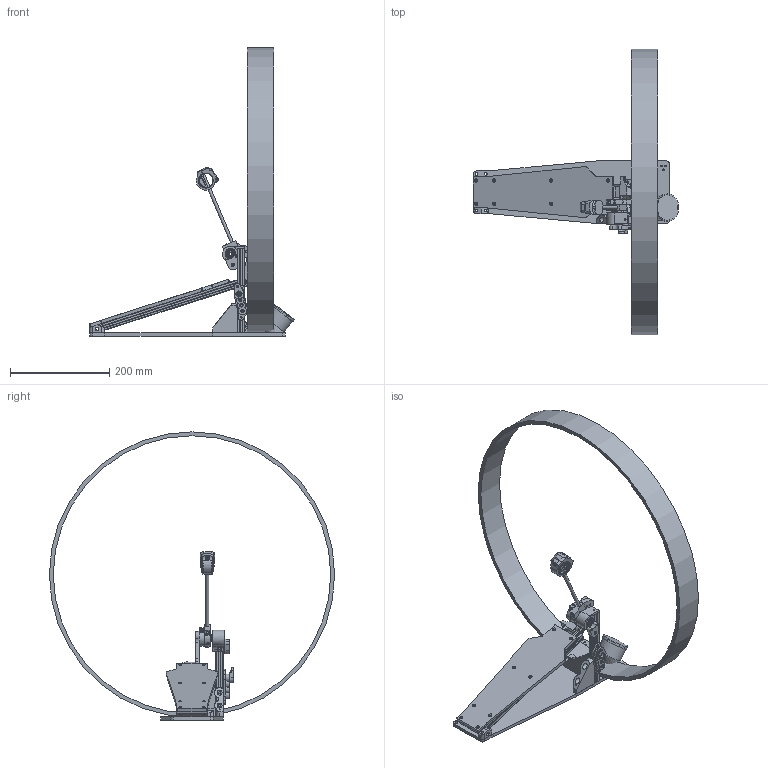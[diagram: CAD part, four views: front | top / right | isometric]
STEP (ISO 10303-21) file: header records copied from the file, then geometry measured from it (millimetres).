
FILE_DESCRIPTION(/* description */ ('STEP AP242','CAx-IF Rec.Pracs.---Representation and Presentation of Product Manufacturing Information (PMI)---4.0---2014-10-13','CAx-IF Rec.Pracs.---3D Tessellated Geometry---0.4---2014-09-14','2;1'),/* implementation_level */ '2;1');
FILE_NAME(/* name */ '6164def7c61dc811f8f0f7de',/* time_stamp */ '2021-10-12T01:03:53+00:00',/* author */ (''),/* organization */ (''),/* preprocessor_version */ 'ST-DEVELOPER v18.1',/* originating_system */ ' ',/* authorisation */ ' ');
FILE_SCHEMA (('AP242_MANAGED_MODEL_BASED_3D_ENGINEERING_MIM_LF { 1 0 10303 442 1 1 4 }'));
Length unit declared in the file: metre
Products named in the file (26): DP - Beater; DP - Beater Rotate; DP - Beater - Shaft; DP - SelfKick Trigger; DP - SelfKick Foam; DP - SelfKick Base; DP - Feet - Strengthener Length; DP - Spring Adjust; DP - Strengthener Width; DP - Bearing Mount; DP - Shaft Spring; DP - Shaft Arm; DP - Shaft - Beater Holder; DP - Shaft Spacer Short; DP - Shaft Spacer Long; DP - Shaft Spacer Medium; DP - Board; DP - Base; DP - Heel Shaft; DP - Link Base; DP - Heel Shaft Base; DP - Link; DP - Board Tube; DP - Frame Tube - Floor; !REF - Hoop
Bounding box: 413.53 x 574.4 x 580.4 mm (x, y, z)
Volume: 1483024.9 mm3; surface area: 524952.3 mm2
Topology: 26 solids, 26 shells, 1156 faces, 3270 edges, 2188 vertices
Faces by surface type: cylinder 697, plane 318, bspline 103, cone 36, torus 2
Full cylindrical faces by diameter (mm): 2.5 x10, 3.174 x6, 3.2 x1, 3.4 x21, 3.5 x3, 4.039 x2, 4.139 x7, 4.167 x8, 4.2 x3, 4.3 x1, 4.5 x2, 5 x1, 5.5 x13, 6 x4, 6.35 x2, 6.5 x2, 7 x9, 8 x1, 8.6 x3, 10 x7, 10.2 x2, 13.5 x3, 16.2 x1, 18.5 x1, 22.2 x2, 50.8 x1, 54.8 x1, 558.8 x1, 574.4 x1
Entity records: 38905 total; most frequent: CARTESIAN_POINT 8978, DIRECTION 6084, ORIENTED_EDGE 6040, EDGE_CURVE 3020, AXIS2_PLACEMENT_3D 2387, VERTEX_POINT 2098, FACE_BOUND 1510, EDGE_LOOP 1507
